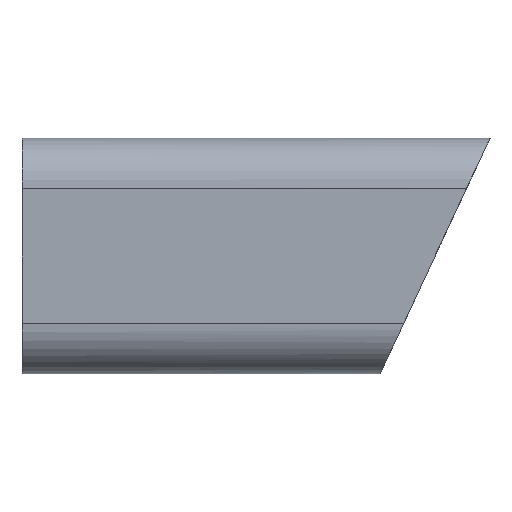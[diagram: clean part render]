
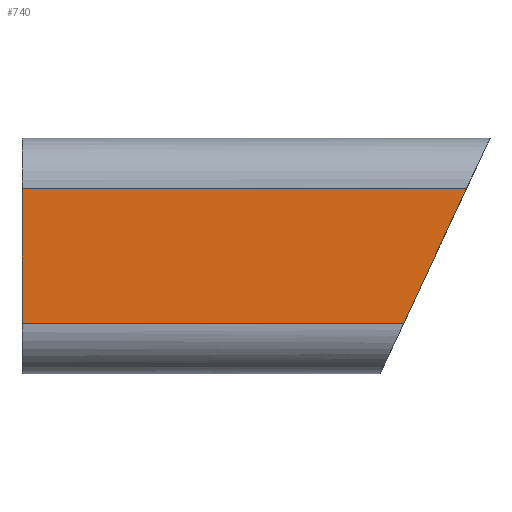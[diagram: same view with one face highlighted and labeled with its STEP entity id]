
A CAD part, left-side view. The second image highlights one B-rep face of the part: STEP entity #740.
In plain terms, the highlighted planar face has unit normal (-1, 0, 0).
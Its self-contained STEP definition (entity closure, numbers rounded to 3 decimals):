
#37=PLANE('',#805);
#62=FACE_OUTER_BOUND('',#109,.T.);
#109=EDGE_LOOP('',(#510,#511,#512,#513));
#161=LINE('',#1149,#221);
#162=LINE('',#1151,#222);
#163=LINE('',#1153,#223);
#164=LINE('',#1154,#224);
#221=VECTOR('',#911,1000.);
#222=VECTOR('',#912,1000.);
#223=VECTOR('',#913,1000.);
#224=VECTOR('',#914,1000.);
#324=VERTEX_POINT('',#1147);
#325=VERTEX_POINT('',#1148);
#326=VERTEX_POINT('',#1150);
#327=VERTEX_POINT('',#1152);
#398=EDGE_CURVE('',#324,#325,#161,.T.);
#399=EDGE_CURVE('',#324,#326,#162,.T.);
#400=EDGE_CURVE('',#327,#326,#163,.T.);
#401=EDGE_CURVE('',#325,#327,#164,.T.);
#510=ORIENTED_EDGE('',*,*,#398,.F.);
#511=ORIENTED_EDGE('',*,*,#399,.T.);
#512=ORIENTED_EDGE('',*,*,#400,.F.);
#513=ORIENTED_EDGE('',*,*,#401,.F.);
#740=ADVANCED_FACE('',(#62),#37,.T.);
#805=AXIS2_PLACEMENT_3D('',#1146,#909,#910);
#909=DIRECTION('center_axis',(-1.,0.,0.));
#910=DIRECTION('ref_axis',(0.,0.,1.));
#911=DIRECTION('',(0.,1.,0.));
#912=DIRECTION('',(0.,-0.423,0.906));
#913=DIRECTION('',(0.,-1.,0.));
#914=DIRECTION('',(0.,0.,1.));
#1146=CARTESIAN_POINT('Origin',(-21.95,-32.,-23.25));
#1147=CARTESIAN_POINT('',(-21.95,-45.671,-20.25));
#1148=CARTESIAN_POINT('',(-21.95,-23.,-20.25));
#1149=CARTESIAN_POINT('',(-21.95,-32.,-20.25));
#1150=CARTESIAN_POINT('',(-21.95,-49.401,-12.25));
#1151=CARTESIAN_POINT('',(-21.95,-43.176,-25.6));
#1152=CARTESIAN_POINT('',(-21.95,-23.,-12.25));
#1153=CARTESIAN_POINT('',(-21.95,-32.,-12.25));
#1154=CARTESIAN_POINT('',(-21.95,-23.,-12.25));
